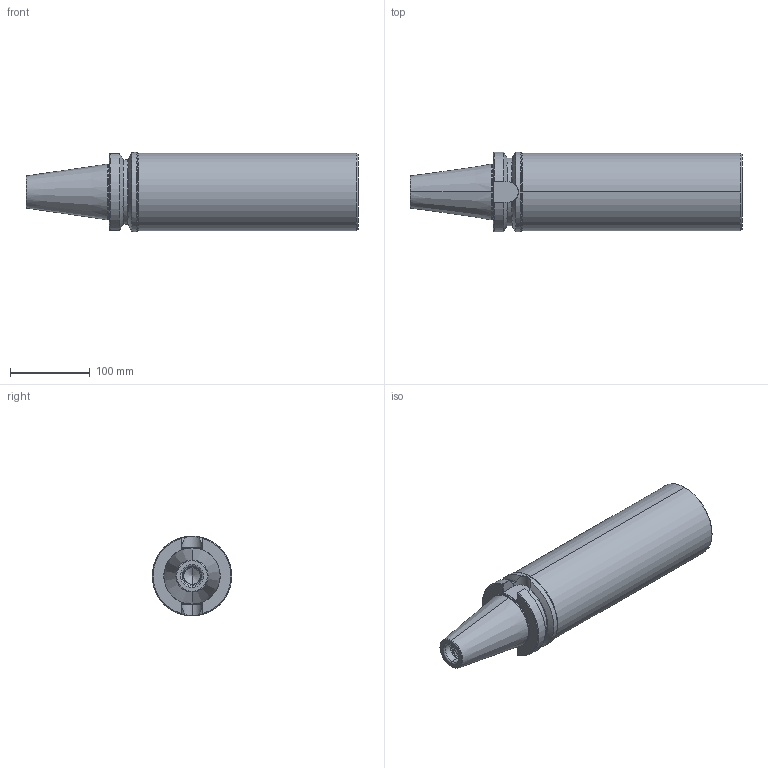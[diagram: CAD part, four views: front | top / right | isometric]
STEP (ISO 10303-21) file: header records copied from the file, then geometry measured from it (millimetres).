
FILE_DESCRIPTION (( 'STEP AP203' ), '1' );
FILE_NAME ('505.17.97.STEP', '2016-08-23T05:39:33', ( '' ), ( '' ), 'SwSTEP 2.0', 'SolidWorks 2012', '' );
FILE_SCHEMA (( 'CONFIG_CONTROL_DESIGN' ));
Length unit declared in the file: millimetre
Products named in the file (1): 505.17.97
Bounding box: 416.8 x 100 x 100 mm (x, y, z)
Volume: 2516460.6 mm3; surface area: 134365.6 mm2
Topology: 1 solids, 1 shells, 119 faces, 303 edges, 184 vertices
Faces by surface type: cylinder 40, plane 27, torus 22, cone 20, bspline 10
Entity records: 7198 total; most frequent: CARTESIAN_POINT 4510, ORIENTED_EDGE 598, DIRECTION 494, EDGE_CURVE 299, AXIS2_PLACEMENT_3D 196, VERTEX_POINT 184, EDGE_LOOP 121, FACE_OUTER_BOUND 119
